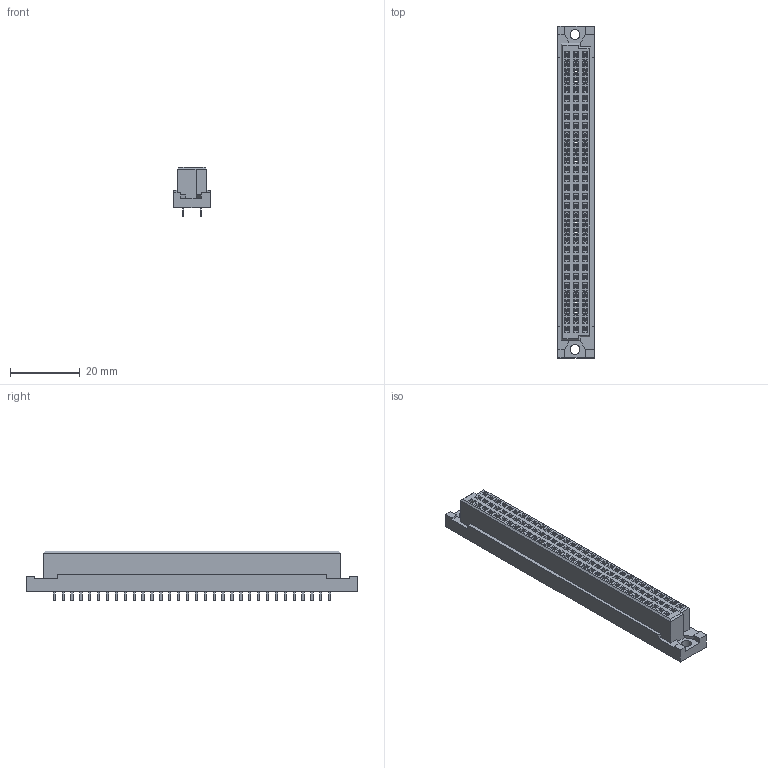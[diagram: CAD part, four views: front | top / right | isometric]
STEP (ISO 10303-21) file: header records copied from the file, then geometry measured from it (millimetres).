
FILE_DESCRIPTION(('FreeCAD Model'),'2;1');
FILE_NAME('Open CASCADE Shape Model','2023-12-29T01:40:21',( 'kicad StepUp'),('ksu MCAD'),'Open CASCADE STEP processor 7.7', 'FreeCAD','Unknown');
FILE_SCHEMA(('AUTOMOTIVE_DESIGN { 1 0 10303 214 1 1 1 1 }'));
Length unit declared in the file: millimetre
Products named in the file (3): DIN41612_C_NxM_Female_Vertical_THT; Body; Array
Assembly tree (2 placements, depth 2):
  DIN41612_C_NxM_Female_Vertical_THT
    Body
    Array
Bounding box: 10.5 x 94.9 x 14.1 mm (x, y, z)
Volume: 8663.3 mm3; surface area: 8105.6 mm2
Topology: 65 solids, 65 shells, 1940 faces, 4490 edges, 2776 vertices
Faces by surface type: plane 1938, cylinder 2
Full cylindrical faces by diameter (mm): 2.8 x2
Entity records: 35372 total; most frequent: ORIENTED_EDGE 7278, CARTESIAN_POINT 5752, EDGE_CURVE 4490, LINE 4484, VERTEX_POINT 2776, FACE_BOUND 2232, EDGE_LOOP 2232, ADVANCED_FACE 1940
